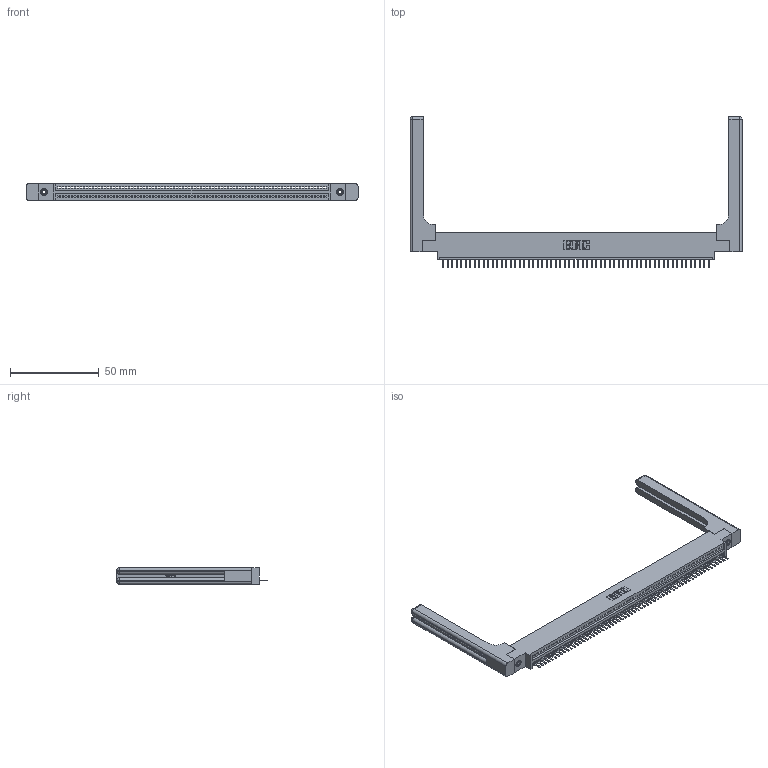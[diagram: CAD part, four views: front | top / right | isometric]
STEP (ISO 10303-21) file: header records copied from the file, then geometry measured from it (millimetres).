
FILE_DESCRIPTION (( 'STEP AP203' ), '1' );
FILE_NAME ('395-060-520-658.STEP', '2019-10-24T11:09:25', ( '' ), ( '' ), 'SwSTEP 2.0', 'SolidWorks 2016', '' );
FILE_SCHEMA (( 'CONFIG_CONTROL_DESIGN' ));
Length unit declared in the file: inch
Products named in the file (5): 345-292-001_345-293-120; 345-220-058_345-220-058; 345 Part_0.170 Offset - 0.156 Dia-TH; 345-250-001_345-250-001-102; 395-060-520-658
Assembly tree (65 placements, depth 2):
  395-060-520-658
    345 Part_0.170 Offset - 0.156 Dia-TH
    345-292-001_345-293-120  x60
    345-250-001_345-250-001-102  x2
    345-220-058_345-220-058  x2
Bounding box: 187.43 x 84.96 x 9.4 mm (x, y, z)
Volume: 26168.4 mm3; surface area: 28585.2 mm2
Topology: 65 solids, 65 shells, 4106 faces, 12059 edges, 7858 vertices
Faces by surface type: plane 2752, cylinder 1294, bspline 36, cone 12, sphere 8, torus 4
Entity records: 48162 total; most frequent: CARTESIAN_POINT 9325, ORIENTED_EDGE 8104, DIRECTION 7052, EDGE_CURVE 4052, LINE 3584, VECTOR 3584, VERTEX_POINT 2690, AXIS2_PLACEMENT_3D 1734
